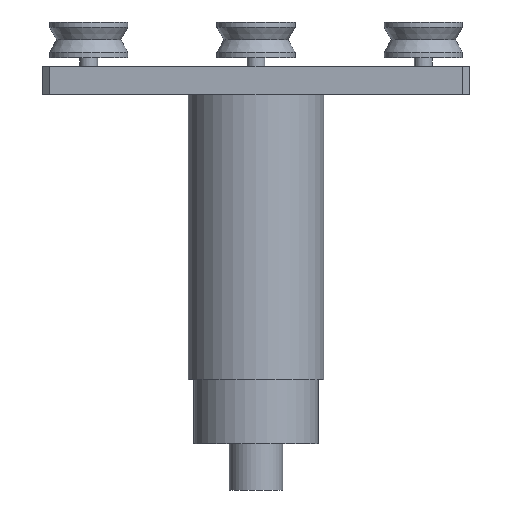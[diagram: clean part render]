
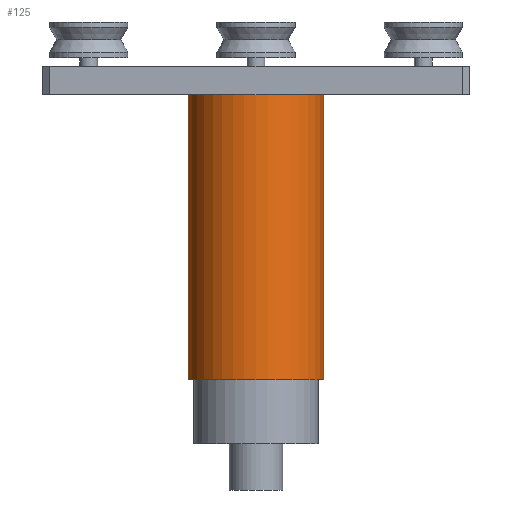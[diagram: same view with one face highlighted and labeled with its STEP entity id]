
A CAD part, front view. The second image highlights one B-rep face of the part: STEP entity #125.
In plain terms, the highlighted cylindrical face has radius 19 mm (diameter 38 mm), a partial arc.
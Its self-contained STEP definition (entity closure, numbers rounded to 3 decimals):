
#12 = CARTESIAN_POINT ( 'NONE',  ( -19., 0., -80. ) ) ;
#49 = CARTESIAN_POINT ( 'NONE',  ( 19., 0., 0. ) ) ;
#115 = CARTESIAN_POINT ( 'NONE',  ( 19., 0., -80. ) ) ;
#125 = ADVANCED_FACE ( 'NONE', ( #1358 ), #252, .T. ) ;
#159 = DIRECTION ( 'NONE',  ( -1., 0., 0. ) ) ;
#252 = CYLINDRICAL_SURFACE ( 'NONE', #776, 19. ) ;
#280 = EDGE_LOOP ( 'NONE', ( #898, #1248, #726, #1413 ) ) ;
#347 = CARTESIAN_POINT ( 'NONE',  ( -19., 0., 0. ) ) ;
#382 = VERTEX_POINT ( 'NONE', #49 ) ;
#396 = VECTOR ( 'NONE', #486, 1000. ) ;
#439 = EDGE_CURVE ( 'NONE', #382, #1589, #1572, .T. ) ;
#466 = EDGE_CURVE ( 'NONE', #1082, #382, #854, .T. ) ;
#486 = DIRECTION ( 'NONE',  ( 0., 0., 1. ) ) ;
#540 = LINE ( 'NONE', #1441, #1091 ) ;
#604 = CARTESIAN_POINT ( 'NONE',  ( 0., 0., 0. ) ) ;
#726 = ORIENTED_EDGE ( 'NONE', *, *, #466, .T. ) ;
#776 = AXIS2_PLACEMENT_3D ( 'NONE', #1651, #1672, #1113 ) ;
#854 = LINE ( 'NONE', #1711, #396 ) ;
#898 = ORIENTED_EDGE ( 'NONE', *, *, #965, .F. ) ;
#965 = EDGE_CURVE ( 'NONE', #1318, #1589, #540, .T. ) ;
#1069 = AXIS2_PLACEMENT_3D ( 'NONE', #1520, #1631, #159 ) ;
#1082 = VERTEX_POINT ( 'NONE', #115 ) ;
#1091 = VECTOR ( 'NONE', #1579, 1000. ) ;
#1113 = DIRECTION ( 'NONE',  ( 1., 0., 0. ) ) ;
#1231 = EDGE_CURVE ( 'NONE', #1082, #1318, #1720, .T. ) ;
#1248 = ORIENTED_EDGE ( 'NONE', *, *, #1231, .F. ) ;
#1317 = AXIS2_PLACEMENT_3D ( 'NONE', #604, #1580, #1575 ) ;
#1318 = VERTEX_POINT ( 'NONE', #12 ) ;
#1358 = FACE_OUTER_BOUND ( 'NONE', #280, .T. ) ;
#1413 = ORIENTED_EDGE ( 'NONE', *, *, #439, .T. ) ;
#1441 = CARTESIAN_POINT ( 'NONE',  ( -19., 0., -80. ) ) ;
#1520 = CARTESIAN_POINT ( 'NONE',  ( 0., 0., -80. ) ) ;
#1572 = CIRCLE ( 'NONE', #1317, 19. ) ;
#1575 = DIRECTION ( 'NONE',  ( 1., 0., 0. ) ) ;
#1579 = DIRECTION ( 'NONE',  ( 0., 0., 1. ) ) ;
#1580 = DIRECTION ( 'NONE',  ( 0., 0., -1. ) ) ;
#1589 = VERTEX_POINT ( 'NONE', #347 ) ;
#1631 = DIRECTION ( 'NONE',  ( 0., 0., -1. ) ) ;
#1651 = CARTESIAN_POINT ( 'NONE',  ( 0., 0., -80. ) ) ;
#1672 = DIRECTION ( 'NONE',  ( 0., 0., 1. ) ) ;
#1711 = CARTESIAN_POINT ( 'NONE',  ( 19., 0., -80. ) ) ;
#1720 = CIRCLE ( 'NONE', #1069, 19. ) ;
